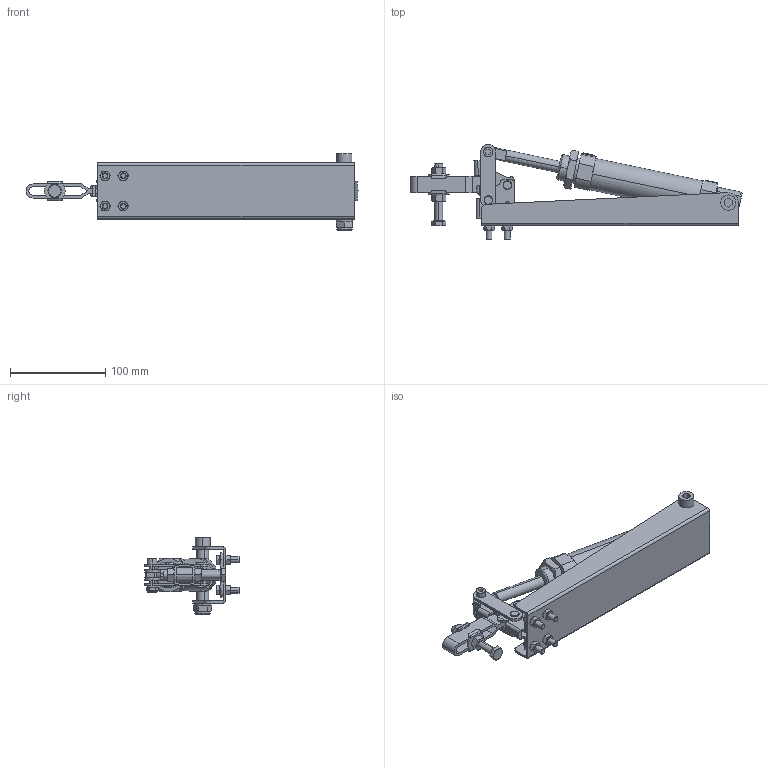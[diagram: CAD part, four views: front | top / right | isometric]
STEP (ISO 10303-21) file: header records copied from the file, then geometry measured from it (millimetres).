
FILE_DESCRIPTION (( 'STEP AP214' ), '1' );
FILE_NAME ('GH-12500-A(Â²¤Æ).STEP', '2020-07-27T03:42:42', ( 'LinWei' ), ( '' ), 'SwSTEP 2.0', 'SolidWorks 2016', '' );
FILE_SCHEMA (( 'AUTOMOTIVE_DESIGN' ));
Length unit declared in the file: millimetre
Products named in the file (8): 112502B08-1^GH-12500-A(簡化); SDA serial cylinder A_SDA 32×75-1^GH-12500-A(簡化); Group7^GH-12500-A(簡化); Group5^GH-12500-A(簡化); Group4^GH-12500-A(簡化); Group2^GH-12500-A(簡化); Group1^GH-12500-A(簡化); GH-12500-A(簡化)
Assembly tree (7 placements, depth 2):
  GH-12500-A(簡化)
    Group1^GH-12500-A(簡化)
    Group2^GH-12500-A(簡化)
    Group4^GH-12500-A(簡化)
    Group5^GH-12500-A(簡化)
    Group7^GH-12500-A(簡化)
    SDA serial cylinder A_SDA 32×75-1^GH-12500-A(簡化)
    112502B08-1^GH-12500-A(簡化)
Bounding box: 349.02 x 99.93 x 80.92 mm (x, y, z)
Volume: 253849.1 mm3; surface area: 144810.6 mm2
Topology: 7 solids, 7 shells, 652 faces, 1635 edges, 1046 vertices
Faces by surface type: plane 302, cylinder 231, cone 115, torus 4
Entity records: 23711 total; most frequent: CARTESIAN_POINT 4933, DIRECTION 3277, ORIENTED_EDGE 3270, EDGE_CURVE 1635, AXIS2_PLACEMENT_3D 1242, VERTEX_POINT 1046, LINE 793, VECTOR 793
